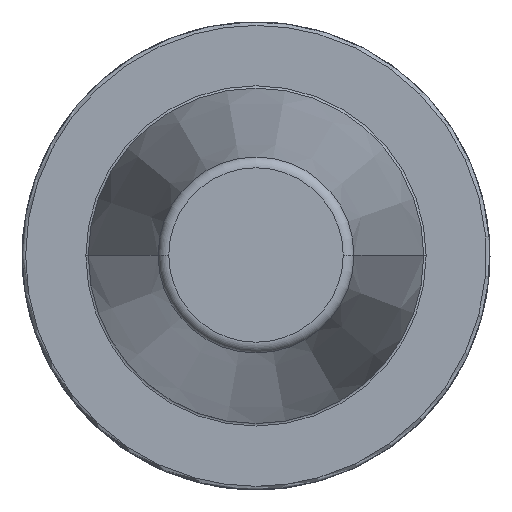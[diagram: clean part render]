
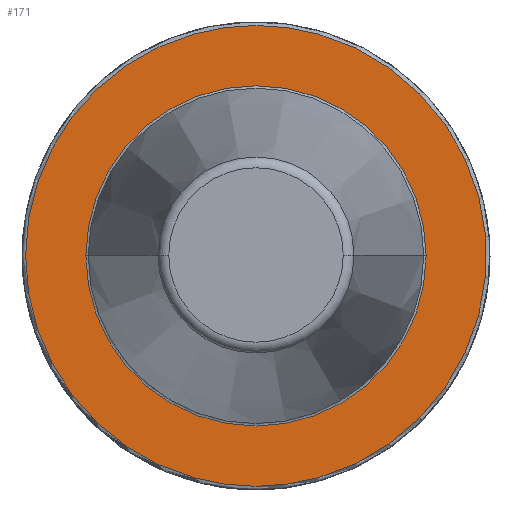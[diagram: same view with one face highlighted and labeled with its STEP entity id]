
A CAD part, top view. The second image highlights one B-rep face of the part: STEP entity #171.
In plain terms, the highlighted planar face has unit normal (0, 0, 1).
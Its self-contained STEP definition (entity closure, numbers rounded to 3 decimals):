
#91=PLANE('',#1112);
#116=FACE_BOUND('',#289,.T.);
#117=FACE_BOUND('',#290,.T.);
#171=ADVANCED_FACE('',(#116,#117),#91,.F.);
#289=EDGE_LOOP('',(#662,#663,#664,#665,#666));
#290=EDGE_LOOP('',(#667,#668));
#338=CIRCLE('',#1072,47.975);
#339=CIRCLE('',#1073,47.975);
#340=CIRCLE('',#1074,47.975);
#341=CIRCLE('',#1075,47.975);
#342=CIRCLE('',#1076,47.975);
#361=CIRCLE('',#1108,35.425);
#362=CIRCLE('',#1110,35.425);
#662=ORIENTED_EDGE('',*,*,#881,.T.);
#663=ORIENTED_EDGE('',*,*,#880,.T.);
#664=ORIENTED_EDGE('',*,*,#879,.T.);
#665=ORIENTED_EDGE('',*,*,#878,.T.);
#666=ORIENTED_EDGE('',*,*,#877,.T.);
#667=ORIENTED_EDGE('',*,*,#907,.T.);
#668=ORIENTED_EDGE('',*,*,#906,.T.);
#750=VERTEX_POINT('',#1923);
#751=VERTEX_POINT('',#1924);
#752=VERTEX_POINT('',#1926);
#753=VERTEX_POINT('',#1928);
#754=VERTEX_POINT('',#1930);
#767=VERTEX_POINT('',#1980);
#768=VERTEX_POINT('',#1982);
#877=EDGE_CURVE('',#750,#751,#338,.T.);
#878=EDGE_CURVE('',#752,#750,#339,.T.);
#879=EDGE_CURVE('',#753,#752,#340,.T.);
#880=EDGE_CURVE('',#754,#753,#341,.T.);
#881=EDGE_CURVE('',#751,#754,#342,.T.);
#906=EDGE_CURVE('',#767,#768,#361,.T.);
#907=EDGE_CURVE('',#768,#767,#362,.T.);
#1072=AXIS2_PLACEMENT_3D('',#1922,#1292,#1293);
#1073=AXIS2_PLACEMENT_3D('',#1925,#1294,#1295);
#1074=AXIS2_PLACEMENT_3D('',#1927,#1296,#1297);
#1075=AXIS2_PLACEMENT_3D('',#1929,#1298,#1299);
#1076=AXIS2_PLACEMENT_3D('',#1931,#1300,#1301);
#1108=AXIS2_PLACEMENT_3D('',#1983,#1370,#1371);
#1110=AXIS2_PLACEMENT_3D('',#1985,#1374,#1375);
#1112=AXIS2_PLACEMENT_3D('',#1987,#1378,#1379);
#1292=DIRECTION('',(0.,0.,1.));
#1293=DIRECTION('',(-1.,0.,0.));
#1294=DIRECTION('',(0.,0.,1.));
#1295=DIRECTION('',(-1.,0.,0.));
#1296=DIRECTION('',(0.,0.,1.));
#1297=DIRECTION('',(-1.,0.,0.));
#1298=DIRECTION('',(0.,0.,1.));
#1299=DIRECTION('',(-1.,0.,0.));
#1300=DIRECTION('',(0.,0.,1.));
#1301=DIRECTION('',(-1.,0.,0.));
#1370=DIRECTION('',(0.,0.,-1.));
#1371=DIRECTION('',(-1.,0.,0.));
#1374=DIRECTION('',(0.,0.,-1.));
#1375=DIRECTION('',(-1.,0.,0.));
#1378=DIRECTION('',(0.,0.,-1.));
#1379=DIRECTION('',(1.,0.,0.));
#1922=CARTESIAN_POINT('',(0.,0.,-3.2));
#1923=CARTESIAN_POINT('',(-47.975,0.,-3.2));
#1924=CARTESIAN_POINT('',(-12.9,-46.208,-3.2));
#1925=CARTESIAN_POINT('',(0.,0.,-3.2));
#1926=CARTESIAN_POINT('',(-12.9,46.208,-3.2));
#1927=CARTESIAN_POINT('',(0.,0.,-3.2));
#1928=CARTESIAN_POINT('',(12.9,46.208,-3.2));
#1929=CARTESIAN_POINT('',(0.,0.,-3.2));
#1930=CARTESIAN_POINT('',(12.9,-46.208,-3.2));
#1931=CARTESIAN_POINT('',(0.,0.,-3.2));
#1980=CARTESIAN_POINT('',(35.425,0.,-3.2));
#1982=CARTESIAN_POINT('',(-35.425,0.,-3.2));
#1983=CARTESIAN_POINT('',(0.,0.,-3.2));
#1985=CARTESIAN_POINT('',(0.,0.,-3.2));
#1987=CARTESIAN_POINT('',(0.,35.425,-3.2));
